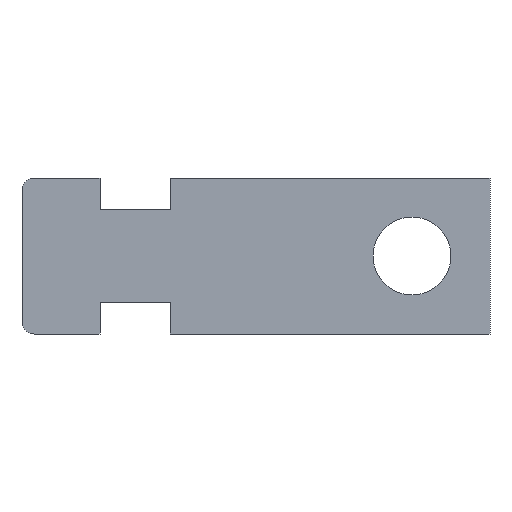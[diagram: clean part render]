
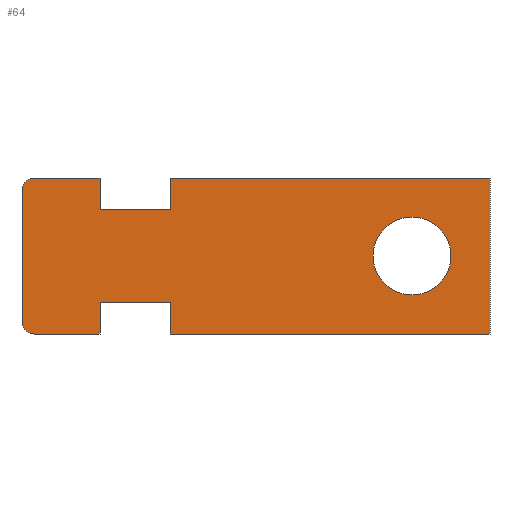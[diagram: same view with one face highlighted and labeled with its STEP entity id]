
A CAD part, front view. The second image highlights one B-rep face of the part: STEP entity #64.
In plain terms, the highlighted planar face has unit normal (0, -1, 0).
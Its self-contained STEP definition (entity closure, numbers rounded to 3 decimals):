
#35 = VERTEX_POINT ( 'NONE', #335 ) ;
#49 = EDGE_CURVE ( 'NONE', #50, #35, #363, .T. ) ;
#50 = VERTEX_POINT ( 'NONE', #465 ) ;
#56 = ORIENTED_EDGE ( 'NONE', *, *, #156, .T. ) ;
#57 = EDGE_CURVE ( 'NONE', #153, #155, #321, .T. ) ;
#58 = VERTEX_POINT ( 'NONE', #405 ) ;
#60 = ORIENTED_EDGE ( 'NONE', *, *, #57, .T. ) ;
#61 = EDGE_CURVE ( 'NONE', #155, #58, #319, .T. ) ;
#62 = EDGE_CURVE ( 'NONE', #199, #58, #322, .T. ) ;
#64 = ADVANCED_FACE ( 'NONE', ( #428, #424 ), #427, .F. ) ;
#65 = VERTEX_POINT ( 'NONE', #329 ) ;
#66 = VERTEX_POINT ( 'NONE', #421 ) ;
#67 = ORIENTED_EDGE ( 'NONE', *, *, #231, .T. ) ;
#68 = VERTEX_POINT ( 'NONE', #413 ) ;
#69 = ORIENTED_EDGE ( 'NONE', *, *, #232, .T. ) ;
#70 = ORIENTED_EDGE ( 'NONE', *, *, #75, .F. ) ;
#71 = EDGE_CURVE ( 'NONE', #72, #68, #420, .T. ) ;
#72 = VERTEX_POINT ( 'NONE', #323 ) ;
#74 = VERTEX_POINT ( 'NONE', #358 ) ;
#75 = EDGE_CURVE ( 'NONE', #128, #74, #350, .T. ) ;
#80 = EDGE_CURVE ( 'NONE', #202, #199, #378, .T. ) ;
#82 = EDGE_CURVE ( 'NONE', #202, #207, #374, .T. ) ;
#128 = VERTEX_POINT ( 'NONE', #646 ) ;
#131 = EDGE_CURVE ( 'NONE', #204, #147, #517, .T. ) ;
#136 = ORIENTED_EDGE ( 'NONE', *, *, #71, .T. ) ;
#137 = EDGE_CURVE ( 'NONE', #68, #204, #503, .T. ) ;
#138 = EDGE_CURVE ( 'NONE', #147, #66, #500, .T. ) ;
#143 = ORIENTED_EDGE ( 'NONE', *, *, #230, .T. ) ;
#144 = EDGE_CURVE ( 'NONE', #35, #50, #662, .T. ) ;
#147 = VERTEX_POINT ( 'NONE', #487 ) ;
#148 = EDGE_LOOP ( 'NONE', ( #196, #229 ) ) ;
#152 = ORIENTED_EDGE ( 'NONE', *, *, #137, .T. ) ;
#153 = VERTEX_POINT ( 'NONE', #495 ) ;
#154 = ORIENTED_EDGE ( 'NONE', *, *, #138, .T. ) ;
#155 = VERTEX_POINT ( 'NONE', #484 ) ;
#156 = EDGE_CURVE ( 'NONE', #66, #153, #527, .T. ) ;
#157 = ORIENTED_EDGE ( 'NONE', *, *, #62, .F. ) ;
#158 = ORIENTED_EDGE ( 'NONE', *, *, #82, .T. ) ;
#196 = ORIENTED_EDGE ( 'NONE', *, *, #144, .T. ) ;
#197 = ORIENTED_EDGE ( 'NONE', *, *, #131, .T. ) ;
#198 = EDGE_LOOP ( 'NONE', ( #143, #67, #70, #69, #136, #152, #197, #154, #56, #60, #206, #157, #201, #158 ) ) ;
#199 = VERTEX_POINT ( 'NONE', #477 ) ;
#201 = ORIENTED_EDGE ( 'NONE', *, *, #80, .F. ) ;
#202 = VERTEX_POINT ( 'NONE', #580 ) ;
#204 = VERTEX_POINT ( 'NONE', #635 ) ;
#206 = ORIENTED_EDGE ( 'NONE', *, *, #61, .T. ) ;
#207 = VERTEX_POINT ( 'NONE', #631 ) ;
#229 = ORIENTED_EDGE ( 'NONE', *, *, #49, .T. ) ;
#230 = EDGE_CURVE ( 'NONE', #207, #65, #535, .T. ) ;
#231 = EDGE_CURVE ( 'NONE', #65, #74, #531, .T. ) ;
#232 = EDGE_CURVE ( 'NONE', #128, #72, #652, .T. ) ;
#319 = LINE ( 'NONE', #404, #412 ) ;
#320 = AXIS2_PLACEMENT_3D ( 'NONE', #327, #423, #410 ) ;
#321 = LINE ( 'NONE', #326, #325 ) ;
#322 = LINE ( 'NONE', #414, #426 ) ;
#323 = CARTESIAN_POINT ( 'NONE',  ( 0., 0., 9.2 ) ) ;
#324 = DIRECTION ( 'NONE',  ( 0., 0., -1. ) ) ;
#325 = VECTOR ( 'NONE', #324, 1000. ) ;
#326 = CARTESIAN_POINT ( 'NONE',  ( 9.5, 0., 10. ) ) ;
#327 = CARTESIAN_POINT ( 'NONE',  ( 30., 0., 10. ) ) ;
#329 = CARTESIAN_POINT ( 'NONE',  ( 5., 0., 8. ) ) ;
#334 = AXIS2_PLACEMENT_3D ( 'NONE', #385, #384, #383 ) ;
#335 = CARTESIAN_POINT ( 'NONE',  ( 25., 0., 7.5 ) ) ;
#348 = DIRECTION ( 'NONE',  ( 1., 0., 0. ) ) ;
#349 = VECTOR ( 'NONE', #348, 1000. ) ;
#350 = LINE ( 'NONE', #416, #349 ) ;
#351 = CARTESIAN_POINT ( 'NONE',  ( 9.5, 0., 10. ) ) ;
#358 = CARTESIAN_POINT ( 'NONE',  ( 5., 0., 10. ) ) ;
#363 = CIRCLE ( 'NONE', #334, 2.5 ) ;
#372 = DIRECTION ( 'NONE',  ( 0., 0., -1. ) ) ;
#373 = VECTOR ( 'NONE', #372, 1000. ) ;
#374 = LINE ( 'NONE', #351, #373 ) ;
#375 = DIRECTION ( 'NONE',  ( 1., 0., 0. ) ) ;
#376 = VECTOR ( 'NONE', #375, 1000. ) ;
#377 = CARTESIAN_POINT ( 'NONE',  ( 30., 0., 10. ) ) ;
#378 = LINE ( 'NONE', #377, #376 ) ;
#383 = DIRECTION ( 'NONE',  ( -1., 0., 0. ) ) ;
#384 = DIRECTION ( 'NONE',  ( 0., 1., 0. ) ) ;
#385 = CARTESIAN_POINT ( 'NONE',  ( 25., 0., 5. ) ) ;
#404 = CARTESIAN_POINT ( 'NONE',  ( 30., 0., 0. ) ) ;
#405 = CARTESIAN_POINT ( 'NONE',  ( 30., 0., 0. ) ) ;
#410 = DIRECTION ( 'NONE',  ( -1., 0., 0. ) ) ;
#411 = DIRECTION ( 'NONE',  ( 1., 0., 0. ) ) ;
#412 = VECTOR ( 'NONE', #411, 1000. ) ;
#413 = CARTESIAN_POINT ( 'NONE',  ( 0., 0., 0.8 ) ) ;
#414 = CARTESIAN_POINT ( 'NONE',  ( 30., 0., 10. ) ) ;
#416 = CARTESIAN_POINT ( 'NONE',  ( 30., 0., 10. ) ) ;
#417 = DIRECTION ( 'NONE',  ( 0., 0., -1. ) ) ;
#418 = VECTOR ( 'NONE', #417, 1000. ) ;
#419 = CARTESIAN_POINT ( 'NONE',  ( 0., 0., 10. ) ) ;
#420 = LINE ( 'NONE', #419, #418 ) ;
#421 = CARTESIAN_POINT ( 'NONE',  ( 5., 0., 2. ) ) ;
#423 = DIRECTION ( 'NONE',  ( 0., 1., 0. ) ) ;
#424 = FACE_OUTER_BOUND ( 'NONE', #198, .T. ) ;
#425 = DIRECTION ( 'NONE',  ( 0., 0., -1. ) ) ;
#426 = VECTOR ( 'NONE', #425, 1000. ) ;
#427 = PLANE ( 'NONE',  #320 ) ;
#428 = FACE_BOUND ( 'NONE', #148, .T. ) ;
#465 = CARTESIAN_POINT ( 'NONE',  ( 25., 0., 2.5 ) ) ;
#477 = CARTESIAN_POINT ( 'NONE',  ( 30., 0., 10. ) ) ;
#484 = CARTESIAN_POINT ( 'NONE',  ( 9.5, 0., 0. ) ) ;
#487 = CARTESIAN_POINT ( 'NONE',  ( 5., 0., 0. ) ) ;
#489 = DIRECTION ( 'NONE',  ( 1., 0., 0. ) ) ;
#490 = VECTOR ( 'NONE', #489, 1000. ) ;
#491 = CARTESIAN_POINT ( 'NONE',  ( 5., 0., 10. ) ) ;
#495 = CARTESIAN_POINT ( 'NONE',  ( 9.5, 0., 2. ) ) ;
#497 = DIRECTION ( 'NONE',  ( -1., 0., 0. ) ) ;
#498 = DIRECTION ( 'NONE',  ( 0., 1., 0. ) ) ;
#499 = CARTESIAN_POINT ( 'NONE',  ( 25., 0., 5. ) ) ;
#500 = LINE ( 'NONE', #491, #664 ) ;
#503 = CIRCLE ( 'NONE', #605, 0.8 ) ;
#517 = LINE ( 'NONE', #647, #490 ) ;
#526 = CARTESIAN_POINT ( 'NONE',  ( 30., 0., 2. ) ) ;
#527 = LINE ( 'NONE', #526, #544 ) ;
#528 = AXIS2_PLACEMENT_3D ( 'NONE', #537, #600, #599 ) ;
#529 = DIRECTION ( 'NONE',  ( 0., 0., 1. ) ) ;
#530 = VECTOR ( 'NONE', #529, 1000. ) ;
#531 = LINE ( 'NONE', #619, #530 ) ;
#532 = DIRECTION ( 'NONE',  ( -1., 0., 0. ) ) ;
#533 = VECTOR ( 'NONE', #532, 1000. ) ;
#534 = CARTESIAN_POINT ( 'NONE',  ( 30., 0., 8. ) ) ;
#535 = LINE ( 'NONE', #534, #533 ) ;
#537 = CARTESIAN_POINT ( 'NONE',  ( 0.8, 0., 9.2 ) ) ;
#543 = DIRECTION ( 'NONE',  ( 1., 0., 0. ) ) ;
#544 = VECTOR ( 'NONE', #543, 1000. ) ;
#580 = CARTESIAN_POINT ( 'NONE',  ( 9.5, 0., 10. ) ) ;
#599 = DIRECTION ( 'NONE',  ( -1., 0., 0. ) ) ;
#600 = DIRECTION ( 'NONE',  ( 0., -1., 0. ) ) ;
#605 = AXIS2_PLACEMENT_3D ( 'NONE', #667, #666, #645 ) ;
#619 = CARTESIAN_POINT ( 'NONE',  ( 5., 0., 10. ) ) ;
#631 = CARTESIAN_POINT ( 'NONE',  ( 9.5, 0., 8. ) ) ;
#635 = CARTESIAN_POINT ( 'NONE',  ( 0.8, 0., 0. ) ) ;
#645 = DIRECTION ( 'NONE',  ( -1., 0., 0. ) ) ;
#646 = CARTESIAN_POINT ( 'NONE',  ( 0.8, 0., 10. ) ) ;
#647 = CARTESIAN_POINT ( 'NONE',  ( 30., 0., 0. ) ) ;
#652 = CIRCLE ( 'NONE', #528, 0.8 ) ;
#661 = AXIS2_PLACEMENT_3D ( 'NONE', #499, #498, #497 ) ;
#662 = CIRCLE ( 'NONE', #661, 2.5 ) ;
#663 = DIRECTION ( 'NONE',  ( 0., 0., 1. ) ) ;
#664 = VECTOR ( 'NONE', #663, 1000. ) ;
#666 = DIRECTION ( 'NONE',  ( 0., -1., 0. ) ) ;
#667 = CARTESIAN_POINT ( 'NONE',  ( 0.8, 0., 0.8 ) ) ;
